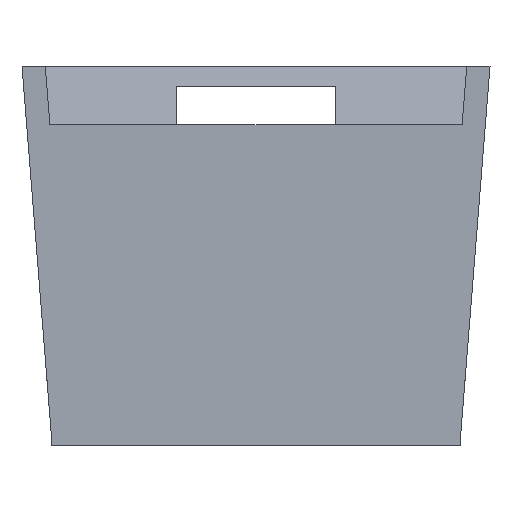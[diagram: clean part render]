
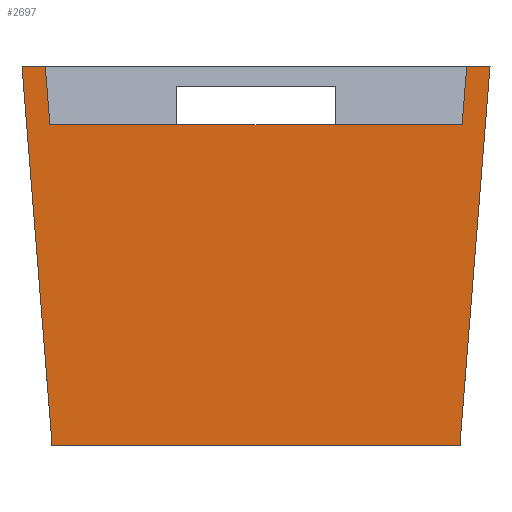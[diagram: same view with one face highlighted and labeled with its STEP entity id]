
A CAD part, front view. The second image highlights one B-rep face of the part: STEP entity #2697.
In plain terms, the highlighted planar face has unit normal (0, -1, 0).
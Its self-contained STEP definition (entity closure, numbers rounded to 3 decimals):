
#309=FACE_OUTER_BOUND('',#473,.T.);
#473=EDGE_LOOP('',(#2461,#2462,#2463,#2464,#2465,#2466,#2467,#2468,#2469,
#2470));
#534=LINE('',#3725,#823);
#536=LINE('',#3731,#825);
#539=LINE('',#3736,#828);
#593=LINE('',#3856,#882);
#684=LINE('',#4333,#973);
#692=LINE('',#4347,#981);
#696=LINE('',#4356,#985);
#701=LINE('',#4364,#990);
#706=LINE('',#4374,#995);
#722=LINE('',#4404,#1011);
#823=VECTOR('',#2995,10.);
#825=VECTOR('',#2999,10.);
#828=VECTOR('',#3004,10.);
#882=VECTOR('',#3090,10.);
#973=VECTOR('',#3339,10.);
#981=VECTOR('',#3347,10.);
#985=VECTOR('',#3353,10.);
#990=VECTOR('',#3360,10.);
#995=VECTOR('',#3367,10.);
#1011=VECTOR('',#3393,10.);
#1109=VERTEX_POINT('',#3718);
#1112=VERTEX_POINT('',#3723);
#1114=VERTEX_POINT('',#3728);
#1115=VERTEX_POINT('',#3730);
#1166=VERTEX_POINT('',#3854);
#1255=VERTEX_POINT('',#4331);
#1260=VERTEX_POINT('',#4344);
#1261=VERTEX_POINT('',#4346);
#1264=VERTEX_POINT('',#4353);
#1265=VERTEX_POINT('',#4355);
#1375=EDGE_CURVE('',#1109,#1112,#534,.T.);
#1377=EDGE_CURVE('',#1114,#1115,#536,.T.);
#1380=EDGE_CURVE('',#1115,#1112,#539,.T.);
#1441=EDGE_CURVE('',#1114,#1166,#593,.T.);
#1577=EDGE_CURVE('',#1166,#1255,#684,.T.);
#1585=EDGE_CURVE('',#1261,#1260,#692,.T.);
#1589=EDGE_CURVE('',#1265,#1264,#696,.T.);
#1594=EDGE_CURVE('',#1264,#1261,#701,.T.);
#1599=EDGE_CURVE('',#1255,#1265,#706,.T.);
#1615=EDGE_CURVE('',#1260,#1109,#722,.T.);
#2461=ORIENTED_EDGE('',*,*,#1589,.T.);
#2462=ORIENTED_EDGE('',*,*,#1594,.T.);
#2463=ORIENTED_EDGE('',*,*,#1585,.T.);
#2464=ORIENTED_EDGE('',*,*,#1615,.T.);
#2465=ORIENTED_EDGE('',*,*,#1375,.T.);
#2466=ORIENTED_EDGE('',*,*,#1380,.F.);
#2467=ORIENTED_EDGE('',*,*,#1377,.F.);
#2468=ORIENTED_EDGE('',*,*,#1441,.T.);
#2469=ORIENTED_EDGE('',*,*,#1577,.T.);
#2470=ORIENTED_EDGE('',*,*,#1599,.T.);
#2568=PLANE('',#2924);
#2697=ADVANCED_FACE('',(#309),#2568,.T.);
#2924=AXIS2_PLACEMENT_3D('',#4657,#3615,#3616);
#2995=DIRECTION('',(0.,0.,-1.));
#2999=DIRECTION('',(0.,0.,-1.));
#3004=DIRECTION('',(-1.,0.,0.));
#3090=DIRECTION('',(0.079,0.,0.997));
#3339=DIRECTION('',(-1.,0.,0.));
#3347=DIRECTION('',(-1.,0.,0.));
#3353=DIRECTION('',(-1.,0.,0.));
#3360=DIRECTION('',(-0.079,0.,0.997));
#3367=DIRECTION('',(-0.079,0.,-0.997));
#3393=DIRECTION('',(0.079,0.,-0.997));
#3615=DIRECTION('center_axis',(0.,-1.,0.));
#3616=DIRECTION('ref_axis',(1.,0.,0.));
#3718=CARTESIAN_POINT('',(-28.2,-28.2,0.));
#3723=CARTESIAN_POINT('',(-28.2,-28.2,-2.));
#3725=CARTESIAN_POINT('',(-28.2,-28.2,0.));
#3728=CARTESIAN_POINT('',(28.2,-28.2,0.));
#3730=CARTESIAN_POINT('',(28.2,-28.2,-2.));
#3731=CARTESIAN_POINT('',(28.2,-28.2,0.));
#3736=CARTESIAN_POINT('',(28.2,-28.2,-2.));
#3854=CARTESIAN_POINT('',(32.2,-28.2,50.266));
#3856=CARTESIAN_POINT('',(28.2,-28.2,0.));
#4331=CARTESIAN_POINT('',(29.,-28.2,50.266));
#4333=CARTESIAN_POINT('',(32.2,-28.2,50.266));
#4344=CARTESIAN_POINT('',(-32.2,-28.2,50.266));
#4346=CARTESIAN_POINT('',(-29.,-28.2,50.266));
#4347=CARTESIAN_POINT('',(-14.1,-28.2,50.266));
#4353=CARTESIAN_POINT('',(-28.358,-28.2,42.2));
#4355=CARTESIAN_POINT('',(28.358,-28.2,42.2));
#4356=CARTESIAN_POINT('',(71.8,-28.2,42.2));
#4364=CARTESIAN_POINT('',(-25.137,-28.2,1.727));
#4374=CARTESIAN_POINT('',(26.833,-28.2,23.029));
#4404=CARTESIAN_POINT('',(-32.2,-28.2,50.266));
#4657=CARTESIAN_POINT('Origin',(-28.2,-28.2,0.));
